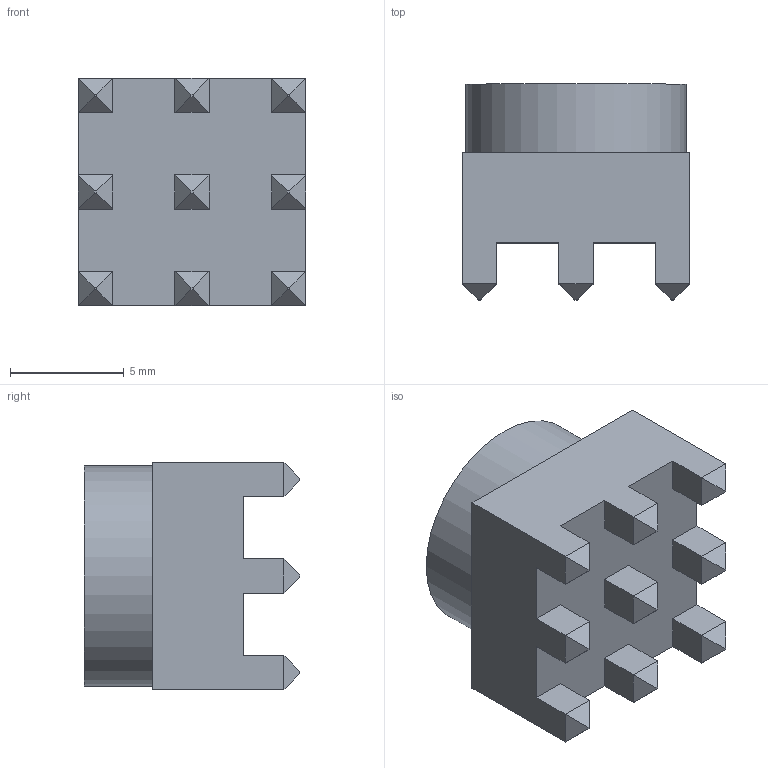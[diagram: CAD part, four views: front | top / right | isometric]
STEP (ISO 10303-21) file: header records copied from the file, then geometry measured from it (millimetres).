
FILE_DESCRIPTION(/* description */ (''),/* implementation_level */ '2;1');
FILE_NAME(/* name */ 'WE_REDCUBE_M5_74650195R.stp',/* time_stamp */ '2019-02-17T14:59:04+10:00',/* author */ ('Jonn'),/* organization */ (''),/* preprocessor_version */ 'ST-DEVELOPER v16.1',/* originating_system */ 'Autodesk Inventor 2016',/* authorisation */ '');
FILE_SCHEMA (('AUTOMOTIVE_DESIGN { 1 0 10303 214 3 1 1 }'));
Length unit declared in the file: millimetre
Products named in the file (1): Part1
Bounding box: 10 x 9.5 x 10 mm (x, y, z)
Volume: 594.5 mm3; surface area: 613.5 mm2
Topology: 1 solids, 1 shells, 80 faces, 190 edges, 114 vertices
Faces by surface type: plane 76, cone 2, cylinder 2
Full cylindrical faces by diameter (mm): 4.134 x1, 9.7 x1
Entity records: 2210 total; most frequent: CARTESIAN_POINT 379, ORIENTED_EDGE 370, DIRECTION 352, EDGE_CURVE 185, LINE 180, VECTOR 180, VERTEX_POINT 113, EDGE_LOOP 86
